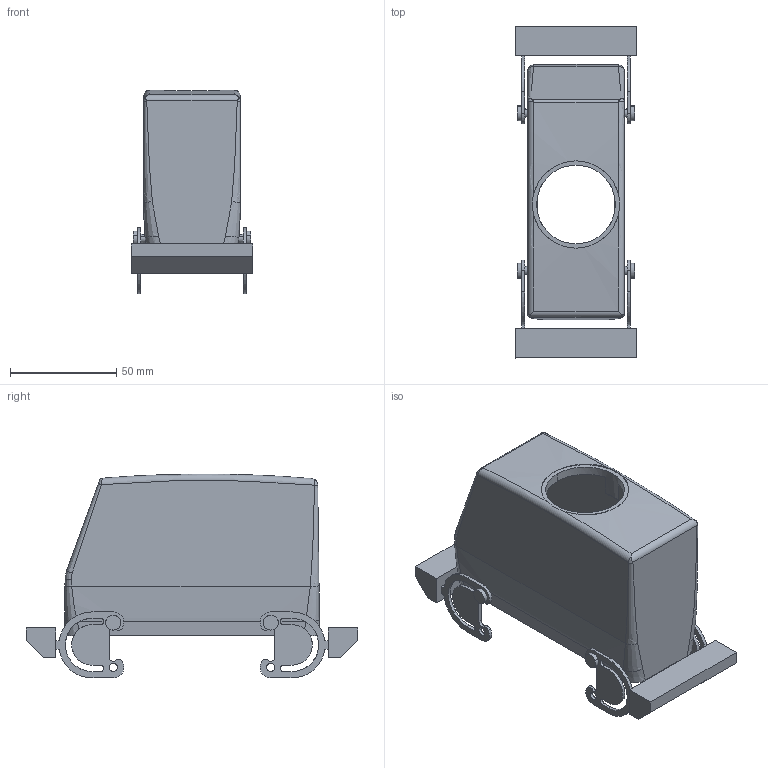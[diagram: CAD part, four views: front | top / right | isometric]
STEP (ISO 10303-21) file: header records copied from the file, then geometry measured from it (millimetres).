
FILE_DESCRIPTION(('CATIA V5 STEP Exchange','CAx-IF Rec.Pracs.--- Model Styling and Organization---1.4--- 2014-01-23'),'2;1');
FILE_NAME ('13428996_2', '2019-07-25T14:15:07+00:00', ('none'), ('Weidmueller'), 'CATIA Version 5-6 Release 2016 SP3 HF44', 'CATIA V5 STEP AP214', 'none');
FILE_SCHEMA(('AUTOMOTIVE_DESIGN { 1 0 10303 214 1 1 1 1 }'));
Length unit declared in the file: millimetre
Products named in the file (1): 1662100000
Bounding box: 57 x 156 x 95.77 mm (x, y, z)
Volume: 139977.1 mm3; surface area: 64059.3 mm2
Topology: 1 solids, 1 shells, 239 faces, 669 edges, 438 vertices
Faces by surface type: cylinder 109, plane 106, bspline 22, torus 2
Entity records: 9953 total; most frequent: CARTESIAN_POINT 4406, ORIENTED_EDGE 1334, DIRECTION 807, EDGE_CURVE 667, VERTEX_POINT 438, VECTOR 345, LINE 345, AXIS2_PLACEMENT_3D 323
